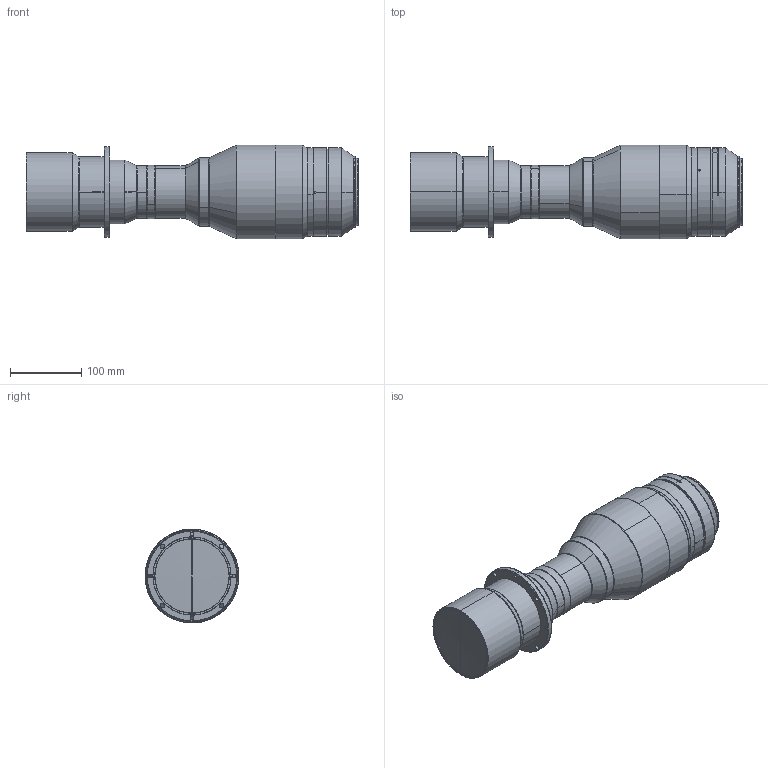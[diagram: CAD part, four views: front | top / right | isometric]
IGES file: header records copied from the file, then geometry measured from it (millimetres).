
Start section: SolidWorks IGES file using analytic representation for surfaces
Global section: file name: DTCA24K-44-M95-AL.IGS; native system: SolidWorks 2017; preprocessor: SolidWorks 2017; author: luo-PC; date: 220816.151324; units: millimetre
Bounding box: 467.03 x 131.82 x 131.96 mm (x, y, z)
Surface area: 193648.6 mm2 (no closed solid volume)
Topology: 0 solids, 0 shells, 161 faces, 2978 edges, 2976 vertices
Faces by surface type: revolution 112, bspline 49
